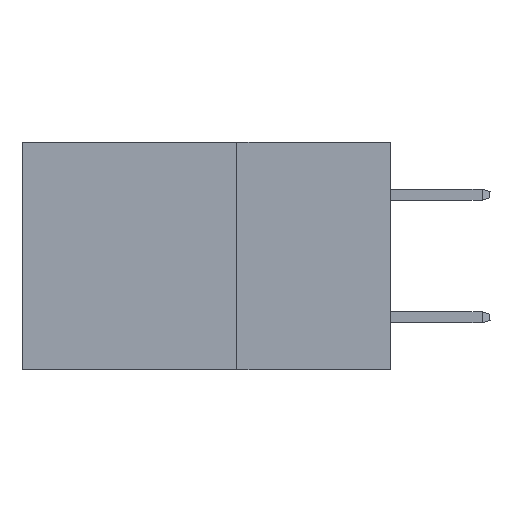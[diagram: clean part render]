
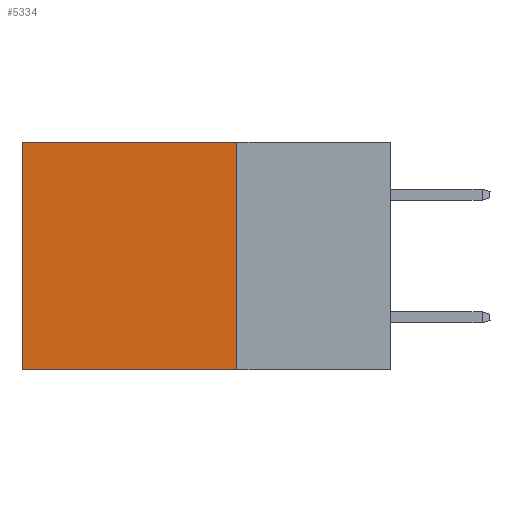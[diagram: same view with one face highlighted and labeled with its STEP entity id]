
A CAD part, left-side view. The second image highlights one B-rep face of the part: STEP entity #5334.
In plain terms, the highlighted planar face has unit normal (-1, 0, 0).
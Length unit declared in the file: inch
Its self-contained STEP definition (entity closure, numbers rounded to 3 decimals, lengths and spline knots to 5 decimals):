
#56 = CARTESIAN_POINT ( 'NONE',  ( 0.2875, 0.6, 0. ) ) ;
#809 = ORIENTED_EDGE ( 'NONE', *, *, #8841, .F. ) ;
#1037 = CARTESIAN_POINT ( 'NONE',  ( 0.2875, 0.25, -0.37 ) ) ;
#1607 = CARTESIAN_POINT ( 'NONE',  ( 0.2875, 0.25, 0. ) ) ;
#1748 = VECTOR ( 'NONE', #6180, 39.37008 ) ;
#2721 = CARTESIAN_POINT ( 'NONE',  ( 0.2875, 0.6, 0. ) ) ;
#2959 = VERTEX_POINT ( 'NONE', #1607 ) ;
#3048 = ORIENTED_EDGE ( 'NONE', *, *, #6760, .T. ) ;
#3889 = VECTOR ( 'NONE', #6429, 39.37008 ) ;
#4263 = FACE_OUTER_BOUND ( 'NONE', #8755, .T. ) ;
#4578 = PLANE ( 'NONE',  #10216 ) ;
#5296 = DIRECTION ( 'NONE',  ( 0., 0., -1. ) ) ;
#5334 = ADVANCED_FACE ( 'NONE', ( #4263 ), #4578, .F. ) ;
#5411 = DIRECTION ( 'NONE',  ( 0., 0., -1. ) ) ;
#5916 = EDGE_CURVE ( 'NONE', #8719, #9793, #10112, .T. ) ;
#6006 = EDGE_CURVE ( 'NONE', #2959, #9570, #9116, .T. ) ;
#6180 = DIRECTION ( 'NONE',  ( 0., 1., 0. ) ) ;
#6201 = ORIENTED_EDGE ( 'NONE', *, *, #5916, .T. ) ;
#6268 = DIRECTION ( 'NONE',  ( 0., 0., -1. ) ) ;
#6429 = DIRECTION ( 'NONE',  ( 0., 1., 0. ) ) ;
#6760 = EDGE_CURVE ( 'NONE', #2959, #8719, #10830, .T. ) ;
#6986 = VECTOR ( 'NONE', #6268, 39.37008 ) ;
#7005 = CARTESIAN_POINT ( 'NONE',  ( 0.2875, 0.25, 0. ) ) ;
#8010 = VECTOR ( 'NONE', #5296, 39.37008 ) ;
#8105 = ORIENTED_EDGE ( 'NONE', *, *, #6006, .F. ) ;
#8686 = CARTESIAN_POINT ( 'NONE',  ( 0.2875, 0.25, -0.37 ) ) ;
#8719 = VERTEX_POINT ( 'NONE', #2721 ) ;
#8755 = EDGE_LOOP ( 'NONE', ( #6201, #809, #8105, #3048 ) ) ;
#8835 = CARTESIAN_POINT ( 'NONE',  ( 0.2875, 0.25, 0. ) ) ;
#8841 = EDGE_CURVE ( 'NONE', #9570, #9793, #10544, .T. ) ;
#9116 = LINE ( 'NONE', #10275, #6986 ) ;
#9570 = VERTEX_POINT ( 'NONE', #8686 ) ;
#9760 = CARTESIAN_POINT ( 'NONE',  ( 0.2875, 0.6, -0.37 ) ) ;
#9793 = VERTEX_POINT ( 'NONE', #9760 ) ;
#10112 = LINE ( 'NONE', #56, #8010 ) ;
#10216 = AXIS2_PLACEMENT_3D ( 'NONE', #7005, #10217, #5411 ) ;
#10217 = DIRECTION ( 'NONE',  ( 1., 0., 0. ) ) ;
#10275 = CARTESIAN_POINT ( 'NONE',  ( 0.2875, 0.25, 0. ) ) ;
#10544 = LINE ( 'NONE', #1037, #1748 ) ;
#10830 = LINE ( 'NONE', #8835, #3889 ) ;
